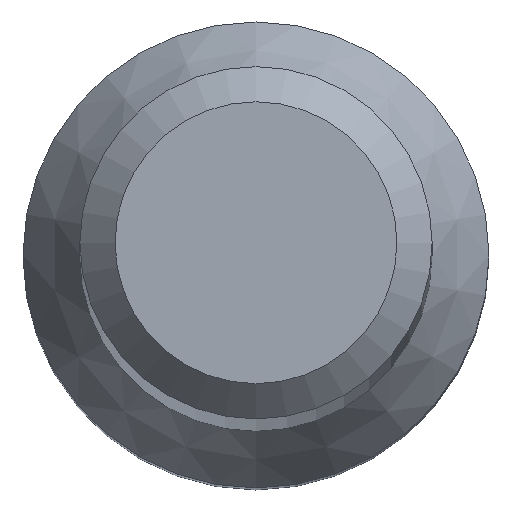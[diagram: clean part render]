
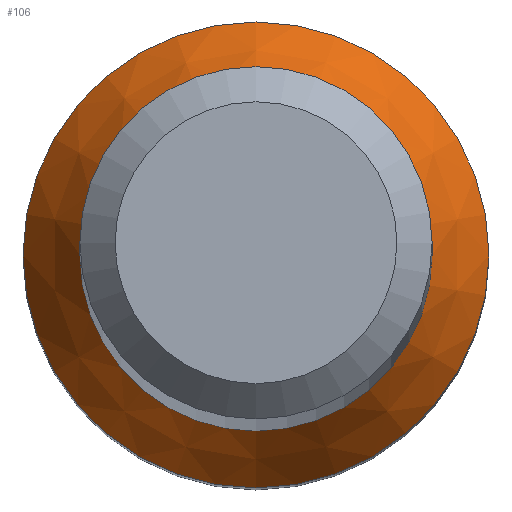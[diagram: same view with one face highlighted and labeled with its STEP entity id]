
A CAD part, top view. The second image highlights one B-rep face of the part: STEP entity #106.
In plain terms, the highlighted conical face has half-angle 30 degrees and reference radius 1.984 mm.
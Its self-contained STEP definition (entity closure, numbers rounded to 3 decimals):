
#1 = CIRCLE ( 'NONE', #197, 1.5 ) ;
#6 = DIRECTION ( 'NONE',  ( 0., 1., 0. ) ) ;
#15 = EDGE_LOOP ( 'NONE', ( #131 ) ) ;
#19 = EDGE_LOOP ( 'NONE', ( #190 ) ) ;
#22 = CARTESIAN_POINT ( 'NONE',  ( 0., 0., 10.244 ) ) ;
#25 = DIRECTION ( 'NONE',  ( 0., 1., 0. ) ) ;
#51 = CARTESIAN_POINT ( 'NONE',  ( 0., 1.984, 10.244 ) ) ;
#73 = CARTESIAN_POINT ( 'NONE',  ( 0., 1.5, 11.083 ) ) ;
#95 = DIRECTION ( 'NONE',  ( 0., 0., -1. ) ) ;
#106 = ADVANCED_FACE ( 'NONE', ( #243, #229 ), #110, .T. ) ;
#110 = CONICAL_SURFACE ( 'NONE', #150, 1.984, 0.524 ) ;
#112 = AXIS2_PLACEMENT_3D ( 'NONE', #22, #95, #174 ) ;
#119 = CARTESIAN_POINT ( 'NONE',  ( 0., 0., 10.244 ) ) ;
#124 = EDGE_CURVE ( 'NONE', #238, #238, #1, .T. ) ;
#131 = ORIENTED_EDGE ( 'NONE', *, *, #216, .F. ) ;
#142 = CIRCLE ( 'NONE', #112, 1.984 ) ;
#150 = AXIS2_PLACEMENT_3D ( 'NONE', #119, #218, #6 ) ;
#158 = CARTESIAN_POINT ( 'NONE',  ( 0., 0., 11.083 ) ) ;
#174 = DIRECTION ( 'NONE',  ( 0., 1., 0. ) ) ;
#190 = ORIENTED_EDGE ( 'NONE', *, *, #124, .T. ) ;
#194 = DIRECTION ( 'NONE',  ( 0., 0., -1. ) ) ;
#197 = AXIS2_PLACEMENT_3D ( 'NONE', #158, #194, #25 ) ;
#216 = EDGE_CURVE ( 'NONE', #224, #224, #142, .T. ) ;
#218 = DIRECTION ( 'NONE',  ( 0., 0., -1. ) ) ;
#224 = VERTEX_POINT ( 'NONE', #51 ) ;
#229 = FACE_OUTER_BOUND ( 'NONE', #15, .T. ) ;
#238 = VERTEX_POINT ( 'NONE', #73 ) ;
#243 = FACE_BOUND ( 'NONE', #19, .T. ) ;
